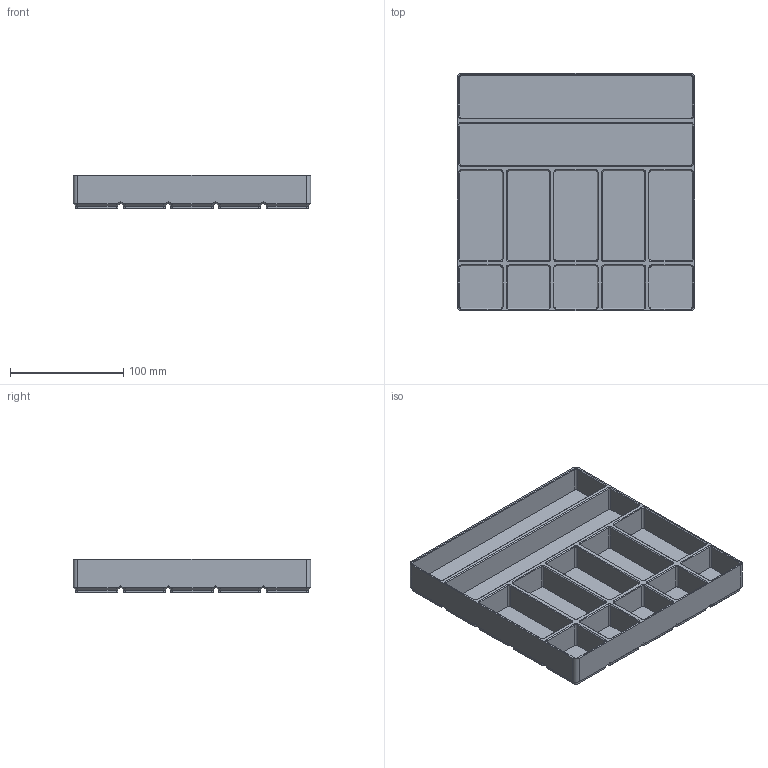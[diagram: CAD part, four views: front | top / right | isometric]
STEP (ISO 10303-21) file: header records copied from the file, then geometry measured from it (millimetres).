
FILE_DESCRIPTION(('Creo Elements/Direct Modeling STEP Export'),'2;1');
FILE_NAME('Gridfinity-5x5x30-11.stp','2022-12-21T15:34:45',(''),(''),'Creo Elements/Direct Modeling STEP processor for AP214 (Solid Model)','Creo Elements/Direct Modeling 20.3A 20-Jun-2020 (C) Parametric Technology GmbH','');
FILE_SCHEMA(('AUTOMOTIVE_DESIGN { 1 0 10303 214 1 1 1 1 }'));
Length unit declared in the file: millimetre
Products named in the file (2): 5x5x30-11
Assembly tree (1 placements, depth 2):
  5x5x30-11
    5x5x30-11
Bounding box: 209.5 x 209.5 x 30 mm (x, y, z)
Volume: 410042.3 mm3; surface area: 192082 mm2
Topology: 1 solids, 1 shells, 1438 faces, 3072 edges, 1848 vertices
Faces by surface type: plane 638, cylinder 552, cone 248
Entity records: 42898 total; most frequent: CARTESIAN_POINT 12733, DIRECTION 6194, ORIENTED_EDGE 6144, EDGE_CURVE 3072, AXIS2_PLACEMENT_3D 2243, VERTEX_POINT 1848, VECTOR 1708, LINE 1708
